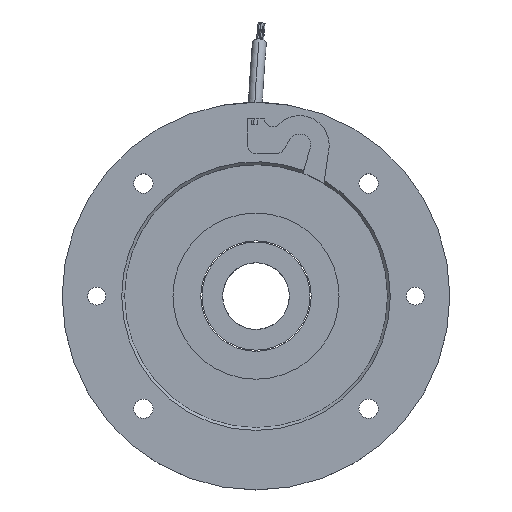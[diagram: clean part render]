
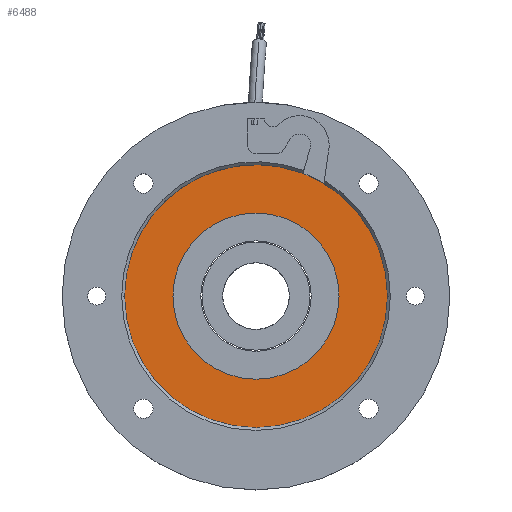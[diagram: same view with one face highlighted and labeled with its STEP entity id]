
A CAD part, top view. The second image highlights one B-rep face of the part: STEP entity #6488.
In plain terms, the highlighted planar face has unit normal (0, 0, 1).
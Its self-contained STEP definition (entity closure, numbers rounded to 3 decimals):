
#40 = CARTESIAN_POINT ( 'NONE',  ( 0., 0., -4.75 ) ) ;
#215 = CARTESIAN_POINT ( 'NONE',  ( -30., 0., -4.75 ) ) ;
#453 = ORIENTED_EDGE ( 'NONE', *, *, #1848, .F. ) ;
#519 = AXIS2_PLACEMENT_3D ( 'NONE', #40, #629, #4117 ) ;
#629 = DIRECTION ( 'NONE',  ( 0., 0., 1. ) ) ;
#664 = DIRECTION ( 'NONE',  ( 1., 0., 0. ) ) ;
#820 = DIRECTION ( 'NONE',  ( 0., 0., 1. ) ) ;
#842 = CIRCLE ( 'NONE', #3720, 30. ) ;
#1008 = FACE_BOUND ( 'NONE', #1751, .T. ) ;
#1175 = VERTEX_POINT ( 'NONE', #2248 ) ;
#1284 = CARTESIAN_POINT ( 'NONE',  ( 30., 0., -4.75 ) ) ;
#1325 = FACE_OUTER_BOUND ( 'NONE', #7571, .T. ) ;
#1709 = ORIENTED_EDGE ( 'NONE', *, *, #5198, .F. ) ;
#1751 = EDGE_LOOP ( 'NONE', ( #453, #1709 ) ) ;
#1848 = EDGE_CURVE ( 'NONE', #3613, #5695, #3882, .T. ) ;
#1960 = DIRECTION ( 'NONE',  ( 1., 0., 0. ) ) ;
#2248 = CARTESIAN_POINT ( 'NONE',  ( 47.5, 0., -4.75 ) ) ;
#2297 = CIRCLE ( 'NONE', #6794, 47.5 ) ;
#3253 = EDGE_CURVE ( 'NONE', #1175, #7403, #4551, .T. ) ;
#3489 = CARTESIAN_POINT ( 'NONE',  ( -47.5, 0., -4.75 ) ) ;
#3613 = VERTEX_POINT ( 'NONE', #1284 ) ;
#3720 = AXIS2_PLACEMENT_3D ( 'NONE', #6615, #6040, #664 ) ;
#3792 = CARTESIAN_POINT ( 'NONE',  ( 0., 0., -4.75 ) ) ;
#3882 = CIRCLE ( 'NONE', #519, 30. ) ;
#4117 = DIRECTION ( 'NONE',  ( 1., 0., 0. ) ) ;
#4380 = CARTESIAN_POINT ( 'NONE',  ( 0., 0., -4.75 ) ) ;
#4469 = DIRECTION ( 'NONE',  ( 0., 0., 1. ) ) ;
#4551 = CIRCLE ( 'NONE', #4932, 47.5 ) ;
#4589 = AXIS2_PLACEMENT_3D ( 'NONE', #4380, #7330, #1960 ) ;
#4899 = PLANE ( 'NONE',  #4589 ) ;
#4932 = AXIS2_PLACEMENT_3D ( 'NONE', #3792, #820, #5613 ) ;
#5198 = EDGE_CURVE ( 'NONE', #5695, #3613, #842, .T. ) ;
#5613 = DIRECTION ( 'NONE',  ( 1., 0., 0. ) ) ;
#5695 = VERTEX_POINT ( 'NONE', #215 ) ;
#6040 = DIRECTION ( 'NONE',  ( 0., 0., 1. ) ) ;
#6195 = DIRECTION ( 'NONE',  ( 1., 0., 0. ) ) ;
#6412 = ORIENTED_EDGE ( 'NONE', *, *, #7394, .T. ) ;
#6488 = ADVANCED_FACE ( 'NONE', ( #1008, #1325 ), #4899, .T. ) ;
#6615 = CARTESIAN_POINT ( 'NONE',  ( 0., 0., -4.75 ) ) ;
#6794 = AXIS2_PLACEMENT_3D ( 'NONE', #7605, #4469, #6195 ) ;
#7330 = DIRECTION ( 'NONE',  ( 0., 0., 1. ) ) ;
#7394 = EDGE_CURVE ( 'NONE', #7403, #1175, #2297, .T. ) ;
#7403 = VERTEX_POINT ( 'NONE', #3489 ) ;
#7571 = EDGE_LOOP ( 'NONE', ( #7761, #6412 ) ) ;
#7605 = CARTESIAN_POINT ( 'NONE',  ( 0., 0., -4.75 ) ) ;
#7761 = ORIENTED_EDGE ( 'NONE', *, *, #3253, .T. ) ;
